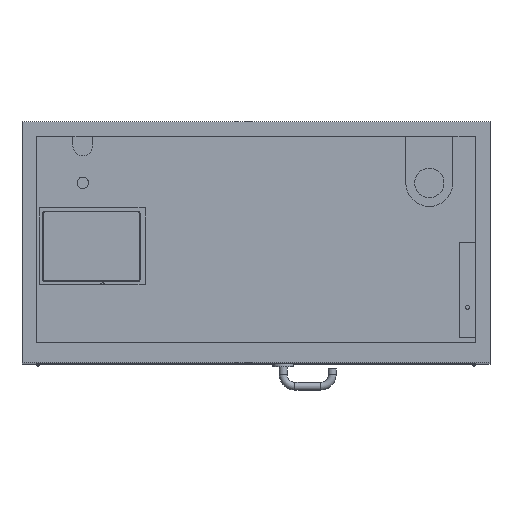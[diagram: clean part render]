
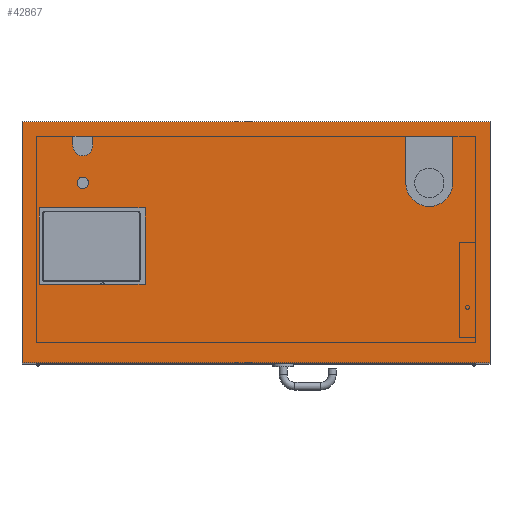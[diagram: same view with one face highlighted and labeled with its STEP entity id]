
A CAD part, top view. The second image highlights one B-rep face of the part: STEP entity #42867.
In plain terms, the highlighted planar face has unit normal (0, 0, 1).
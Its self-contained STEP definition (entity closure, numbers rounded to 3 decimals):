
#4093=LINE('',#68498,#8483);
#4161=LINE('',#68640,#8551);
#4168=LINE('',#68655,#8558);
#4172=LINE('',#68664,#8562);
#4175=LINE('',#68670,#8565);
#4178=LINE('',#68675,#8568);
#4217=LINE('',#68758,#8607);
#4219=LINE('',#68762,#8609);
#4220=LINE('',#68764,#8610);
#4225=LINE('',#68774,#8615);
#4227=LINE('',#68780,#8617);
#4262=LINE('',#68887,#8652);
#4264=LINE('',#68891,#8654);
#4266=LINE('',#68894,#8656);
#8483=VECTOR('',#53653,10.);
#8551=VECTOR('',#53765,10.);
#8558=VECTOR('',#53778,10.);
#8562=VECTOR('',#53784,10.);
#8565=VECTOR('',#53789,10.);
#8568=VECTOR('',#53794,10.);
#8607=VECTOR('',#53881,10.);
#8609=VECTOR('',#53885,10.);
#8610=VECTOR('',#53888,10.);
#8615=VECTOR('',#53897,10.);
#8617=VECTOR('',#53905,10.);
#8652=VECTOR('',#54032,10.);
#8654=VECTOR('',#54036,10.);
#8656=VECTOR('',#54040,10.);
#10305=FACE_BOUND('',#14676,.T.);
#10306=FACE_BOUND('',#14677,.T.);
#10307=FACE_BOUND('',#14678,.T.);
#10308=FACE_BOUND('',#14679,.T.);
#12191=FACE_OUTER_BOUND('',#14675,.T.);
#14675=EDGE_LOOP('',(#35155,#35156,#35157,#35158));
#14676=EDGE_LOOP('',(#35159,#35160,#35161,#35162));
#14677=EDGE_LOOP('',(#35163,#35164,#35165,#35166));
#14678=EDGE_LOOP('',(#35167,#35168,#35169,#35170));
#14679=EDGE_LOOP('',(#35171));
#15883=CIRCLE('',#45374,60.);
#15886=CIRCLE('',#45408,25.);
#15887=CIRCLE('',#45411,14.5);
#19167=VERTEX_POINT('',#68495);
#19168=VERTEX_POINT('',#68497);
#19219=VERTEX_POINT('',#68637);
#19220=VERTEX_POINT('',#68639);
#19222=VERTEX_POINT('',#68645);
#19225=VERTEX_POINT('',#68653);
#19228=VERTEX_POINT('',#68661);
#19229=VERTEX_POINT('',#68663);
#19230=VERTEX_POINT('',#68667);
#19231=VERTEX_POINT('',#68669);
#19232=VERTEX_POINT('',#68673);
#19253=VERTEX_POINT('',#68760);
#19256=VERTEX_POINT('',#68772);
#19257=VERTEX_POINT('',#68776);
#19258=VERTEX_POINT('',#68783);
#19283=VERTEX_POINT('',#68886);
#19284=VERTEX_POINT('',#68890);
#24518=EDGE_CURVE('',#19168,#19167,#4093,.T.);
#24590=EDGE_CURVE('',#19220,#19219,#4161,.T.);
#24594=EDGE_CURVE('',#19219,#19222,#15883,.T.);
#24598=EDGE_CURVE('',#19222,#19225,#4168,.T.);
#24602=EDGE_CURVE('',#19229,#19228,#4172,.T.);
#24605=EDGE_CURVE('',#19231,#19230,#4175,.T.);
#24608=EDGE_CURVE('',#19230,#19232,#4178,.T.);
#24649=EDGE_CURVE('',#19225,#19220,#4217,.T.);
#24651=EDGE_CURVE('',#19232,#19253,#4219,.T.);
#24652=EDGE_CURVE('',#19253,#19231,#4220,.T.);
#24657=EDGE_CURVE('',#19228,#19256,#4225,.T.);
#24658=EDGE_CURVE('',#19257,#19229,#15886,.T.);
#24660=EDGE_CURVE('',#19256,#19257,#4227,.T.);
#24662=EDGE_CURVE('',#19258,#19258,#15887,.T.);
#24712=EDGE_CURVE('',#19283,#19168,#4262,.T.);
#24714=EDGE_CURVE('',#19284,#19283,#4264,.T.);
#24716=EDGE_CURVE('',#19167,#19284,#4266,.T.);
#35155=ORIENTED_EDGE('',*,*,#24518,.T.);
#35156=ORIENTED_EDGE('',*,*,#24716,.T.);
#35157=ORIENTED_EDGE('',*,*,#24714,.T.);
#35158=ORIENTED_EDGE('',*,*,#24712,.T.);
#35159=ORIENTED_EDGE('',*,*,#24594,.T.);
#35160=ORIENTED_EDGE('',*,*,#24598,.T.);
#35161=ORIENTED_EDGE('',*,*,#24649,.T.);
#35162=ORIENTED_EDGE('',*,*,#24590,.T.);
#35163=ORIENTED_EDGE('',*,*,#24651,.T.);
#35164=ORIENTED_EDGE('',*,*,#24652,.T.);
#35165=ORIENTED_EDGE('',*,*,#24605,.T.);
#35166=ORIENTED_EDGE('',*,*,#24608,.T.);
#35167=ORIENTED_EDGE('',*,*,#24657,.T.);
#35168=ORIENTED_EDGE('',*,*,#24660,.T.);
#35169=ORIENTED_EDGE('',*,*,#24658,.T.);
#35170=ORIENTED_EDGE('',*,*,#24602,.T.);
#35171=ORIENTED_EDGE('',*,*,#24662,.T.);
#38745=PLANE('',#45458);
#42867=ADVANCED_FACE('',(#12191,#10305,#10306,#10307,#10308),#38745,.T.);
#45374=AXIS2_PLACEMENT_3D('',#68647,#53771,#53772);
#45408=AXIS2_PLACEMENT_3D('',#68777,#53900,#53901);
#45411=AXIS2_PLACEMENT_3D('',#68784,#53909,#53910);
#45458=AXIS2_PLACEMENT_3D('',#68895,#54041,#54042);
#53653=DIRECTION('',(1.,0.,0.));
#53765=DIRECTION('',(0.,-1.,0.));
#53771=DIRECTION('center_axis',(0.,0.,-1.));
#53772=DIRECTION('ref_axis',(-1.,0.,0.));
#53778=DIRECTION('',(0.,1.,0.));
#53784=DIRECTION('',(0.,1.,0.));
#53789=DIRECTION('',(0.,1.,0.));
#53794=DIRECTION('',(1.,0.,0.));
#53881=DIRECTION('',(1.,0.,0.));
#53885=DIRECTION('',(0.,-1.,0.));
#53888=DIRECTION('',(-1.,0.,0.));
#53897=DIRECTION('',(1.,0.,0.));
#53900=DIRECTION('center_axis',(0.,0.,-1.));
#53901=DIRECTION('ref_axis',(1.,0.,0.));
#53905=DIRECTION('',(0.,-1.,0.));
#53909=DIRECTION('center_axis',(0.,0.,-1.));
#53910=DIRECTION('ref_axis',(-1.,0.,0.));
#54032=DIRECTION('',(0.,-1.,0.));
#54036=DIRECTION('',(-1.,0.,0.));
#54040=DIRECTION('',(0.,1.,0.));
#54041=DIRECTION('center_axis',(0.,0.,1.));
#54042=DIRECTION('ref_axis',(1.,0.,0.));
#68495=CARTESIAN_POINT('',(596.88,-307.5,974.185));
#68497=CARTESIAN_POINT('',(-596.88,-307.5,974.185));
#68498=CARTESIAN_POINT('',(-596.88,-307.5,974.185));
#68637=CARTESIAN_POINT('',(502.,151.98,974.185));
#68639=CARTESIAN_POINT('',(502.,271.5,974.185));
#68640=CARTESIAN_POINT('',(502.,135.75,974.185));
#68645=CARTESIAN_POINT('',(382.,151.98,974.185));
#68647=CARTESIAN_POINT('Origin',(442.,151.98,974.185));
#68653=CARTESIAN_POINT('',(382.,271.5,974.185));
#68655=CARTESIAN_POINT('',(382.,75.99,974.185));
#68661=CARTESIAN_POINT('',(-467.,271.5,974.185));
#68663=CARTESIAN_POINT('',(-467.,246.,974.185));
#68664=CARTESIAN_POINT('',(-467.,123.,974.185));
#68667=CARTESIAN_POINT('',(-553.,87.98,974.185));
#68669=CARTESIAN_POINT('',(-553.,-107.02,974.185));
#68670=CARTESIAN_POINT('',(-553.,-53.51,974.185));
#68673=CARTESIAN_POINT('',(-283.,87.98,974.185));
#68675=CARTESIAN_POINT('',(-276.5,87.98,974.185));
#68758=CARTESIAN_POINT('',(191.,271.5,974.185));
#68760=CARTESIAN_POINT('',(-283.,-107.02,974.185));
#68762=CARTESIAN_POINT('',(-283.,43.99,974.185));
#68764=CARTESIAN_POINT('',(-141.5,-107.02,974.185));
#68772=CARTESIAN_POINT('',(-417.,271.5,974.185));
#68774=CARTESIAN_POINT('',(-233.5,271.5,974.185));
#68776=CARTESIAN_POINT('',(-417.,246.,974.185));
#68777=CARTESIAN_POINT('Origin',(-442.,246.,974.185));
#68780=CARTESIAN_POINT('',(-417.,135.75,974.185));
#68783=CARTESIAN_POINT('',(-427.5,151.98,974.185));
#68784=CARTESIAN_POINT('Origin',(-442.,151.98,974.185));
#68886=CARTESIAN_POINT('',(-596.88,307.5,974.185));
#68887=CARTESIAN_POINT('',(-596.88,307.5,974.185));
#68890=CARTESIAN_POINT('',(596.88,307.5,974.185));
#68891=CARTESIAN_POINT('',(596.88,307.5,974.185));
#68894=CARTESIAN_POINT('',(596.88,-307.5,974.185));
#68895=CARTESIAN_POINT('Origin',(0.,0.,
974.185));
